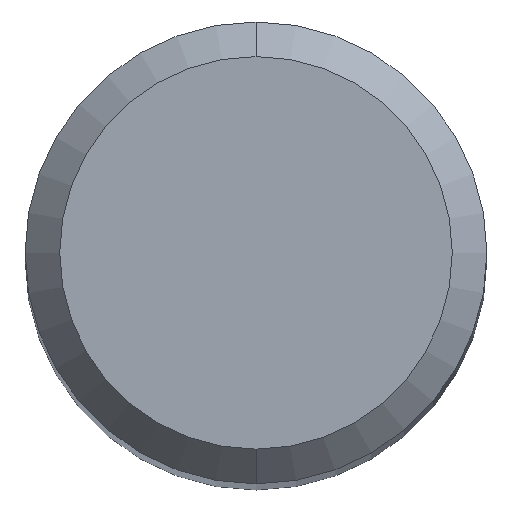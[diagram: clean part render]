
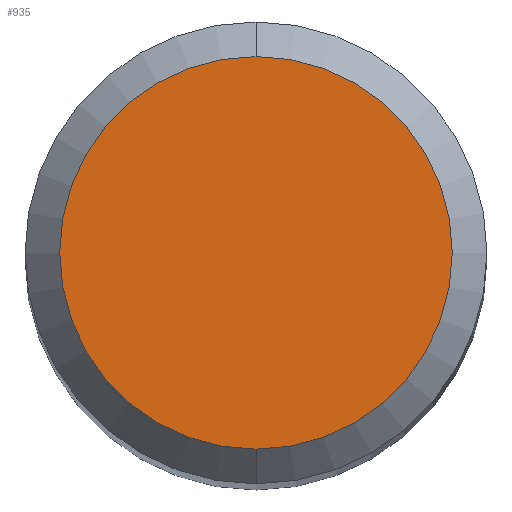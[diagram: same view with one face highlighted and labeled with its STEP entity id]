
A CAD part, top view. The second image highlights one B-rep face of the part: STEP entity #935.
In plain terms, the highlighted planar face has unit normal (0, 0, 1).
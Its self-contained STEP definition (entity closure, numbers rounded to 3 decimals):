
#371=EDGE_CURVE('',#971,#841,#1036,.T.);
#671=EDGE_CURVE('',#841,#971,#1357,.T.);
#841=VERTEX_POINT('',#1549);
#935=ADVANCED_FACE('',(#1653),#1654,.T.);
#971=VERTEX_POINT('',#1692);
#1036=CIRCLE('',#1851,1.7);
#1357=CIRCLE('',#2969,1.7);
#1549=CARTESIAN_POINT('',(0.0,1.7,0.0));
#1653=FACE_OUTER_BOUND('',#4207,.T.);
#1654=PLANE('',#4208);
#1692=CARTESIAN_POINT('',(0.,-1.7,0.0));
#1851=AXIS2_PLACEMENT_3D('',#4499,#4500,#4501);
#2969=AXIS2_PLACEMENT_3D('',#4822,#4823,#4824);
#4207=EDGE_LOOP('',(#5200,#5201));
#4208=AXIS2_PLACEMENT_3D('',#5202,#5203,#5204);
#4499=CARTESIAN_POINT('',(0.0,0.0,0.0));
#4500=DIRECTION('',(0.0,0.0,-1.0));
#4501=DIRECTION('',(0.0,1.0,0.0));
#4822=CARTESIAN_POINT('',(0.0,0.0,0.0));
#4823=DIRECTION('',(0.0,0.0,-1.0));
#4824=DIRECTION('',(0.0,1.0,0.0));
#5200=ORIENTED_EDGE('',*,*,#671,.F.);
#5201=ORIENTED_EDGE('',*,*,#371,.F.);
#5202=CARTESIAN_POINT('',(0.0,0.85,0.0));
#5203=DIRECTION('',(-0.0,0.0,1.0));
#5204=DIRECTION('',(0.0,-1.0,0.0));
